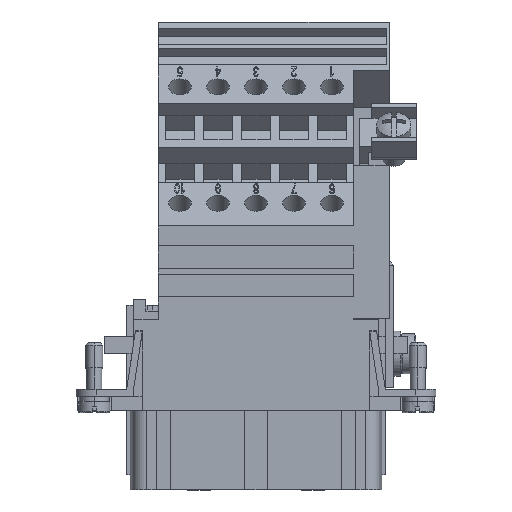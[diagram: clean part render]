
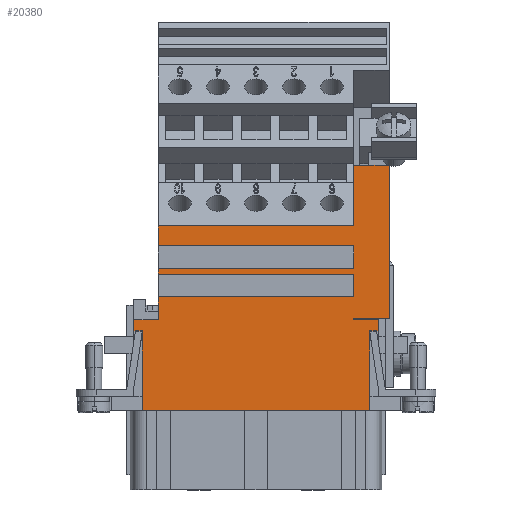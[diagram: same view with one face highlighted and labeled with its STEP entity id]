
A CAD part, top view. The second image highlights one B-rep face of the part: STEP entity #20380.
In plain terms, the highlighted planar face has unit normal (0, 0, 1).
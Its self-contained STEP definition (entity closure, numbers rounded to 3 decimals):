
#5646=CARTESIAN_POINT('',(20.05,0.0,17.));
#5647=VERTEX_POINT('',#5646);
#5654=CARTESIAN_POINT('',(-20.05,0.0,17.));
#5655=VERTEX_POINT('',#5654);
#5656=CARTESIAN_POINT('',(20.05,0.0,17.));
#5657=DIRECTION('',(-1.0,0.0,0.0));
#5658=VECTOR('',#5657,40.1);
#5659=LINE('',#5656,#5658);
#5660=EDGE_CURVE('',#5647,#5655,#5659,.T.);
#9875=CARTESIAN_POINT('',(17.2,32.5,17.));
#9876=VERTEX_POINT('',#9875);
#9901=CARTESIAN_POINT('',(-17.2,32.5,17.));
#9902=VERTEX_POINT('',#9901);
#9909=CARTESIAN_POINT('',(17.2,32.5,17.));
#9910=DIRECTION('',(-1.0,0.0,0.0));
#9911=VECTOR('',#9910,34.4);
#9912=LINE('',#9909,#9911);
#9913=EDGE_CURVE('',#9876,#9902,#9912,.T.);
#19990=CARTESIAN_POINT('',(-17.2,20.0,17.0));
#19991=VERTEX_POINT('',#19990);
#19998=CARTESIAN_POINT('',(17.2,20.0,17.0));
#19999=VERTEX_POINT('',#19998);
#20000=CARTESIAN_POINT('',(17.2,20.0,17.0));
#20001=DIRECTION('',(-1.0,0.0,0.0));
#20002=VECTOR('',#20001,34.4);
#20003=LINE('',#20000,#20002);
#20004=EDGE_CURVE('',#19999,#19991,#20003,.T.);
#20029=CARTESIAN_POINT('',(17.2,24.0,17.0));
#20030=VERTEX_POINT('',#20029);
#20031=CARTESIAN_POINT('',(17.2,24.0,17.0));
#20032=DIRECTION('',(0.0,-1.0,0.0));
#20033=VECTOR('',#20032,4.0);
#20034=LINE('',#20031,#20033);
#20035=EDGE_CURVE('',#20030,#19999,#20034,.T.);
#20060=CARTESIAN_POINT('',(-17.2,24.0,17.0));
#20061=VERTEX_POINT('',#20060);
#20062=CARTESIAN_POINT('',(-17.2,24.0,17.0));
#20063=DIRECTION('',(1.0,0.0,0.0));
#20064=VECTOR('',#20063,34.4);
#20065=LINE('',#20062,#20064);
#20066=EDGE_CURVE('',#20061,#20030,#20065,.T.);
#20109=CARTESIAN_POINT('',(-17.2,25.0,17.0));
#20110=VERTEX_POINT('',#20109);
#20117=CARTESIAN_POINT('',(17.2,25.0,17.0));
#20118=VERTEX_POINT('',#20117);
#20119=CARTESIAN_POINT('',(17.2,25.0,17.0));
#20120=DIRECTION('',(-1.0,0.0,0.0));
#20121=VECTOR('',#20120,34.4);
#20122=LINE('',#20119,#20121);
#20123=EDGE_CURVE('',#20118,#20110,#20122,.T.);
#20148=CARTESIAN_POINT('',(17.2,29.0,17.0));
#20149=VERTEX_POINT('',#20148);
#20150=CARTESIAN_POINT('',(17.2,29.0,17.0));
#20151=DIRECTION('',(0.0,-1.0,0.0));
#20152=VECTOR('',#20151,4.0);
#20153=LINE('',#20150,#20152);
#20154=EDGE_CURVE('',#20149,#20118,#20153,.T.);
#20179=CARTESIAN_POINT('',(-17.2,29.0,17.0));
#20180=VERTEX_POINT('',#20179);
#20181=CARTESIAN_POINT('',(-17.2,29.0,17.0));
#20182=DIRECTION('',(1.0,0.0,0.0));
#20183=VECTOR('',#20182,34.4);
#20184=LINE('',#20181,#20183);
#20185=EDGE_CURVE('',#20180,#20149,#20184,.T.);
#20213=CARTESIAN_POINT('',(-17.2,0.0,17.0));
#20214=DIRECTION('',(0.0,0.0,1.0));
#20215=DIRECTION('',(1.0,0.0,0.0));
#20216=AXIS2_PLACEMENT_3D('',#20213,#20214,#20215);
#20217=PLANE('',#20216);
#20218=ORIENTED_EDGE('',*,*,#20066,.T.);
#20219=ORIENTED_EDGE('',*,*,#20035,.T.);
#20220=ORIENTED_EDGE('',*,*,#20004,.T.);
#20221=CARTESIAN_POINT('',(-17.2,16.0,17.0));
#20222=VERTEX_POINT('',#20221);
#20223=CARTESIAN_POINT('',(-17.2,16.0,17.0));
#20224=DIRECTION('',(0.0,1.0,0.0));
#20225=VECTOR('',#20224,4.0);
#20226=LINE('',#20223,#20225);
#20227=EDGE_CURVE('',#20222,#19991,#20226,.T.);
#20228=ORIENTED_EDGE('',*,*,#20227,.F.);
#20229=CARTESIAN_POINT('',(-21.55,16.0,17.));
#20230=VERTEX_POINT('',#20229);
#20231=CARTESIAN_POINT('',(-17.2,16.0,17.0));
#20232=DIRECTION('',(-1.0,0.0,0.0));
#20233=VECTOR('',#20232,4.35);
#20234=LINE('',#20231,#20233);
#20235=EDGE_CURVE('',#20222,#20230,#20234,.T.);
#20236=ORIENTED_EDGE('',*,*,#20235,.T.);
#20237=CARTESIAN_POINT('',(-21.55,14.,17.0));
#20238=VERTEX_POINT('',#20237);
#20239=CARTESIAN_POINT('',(-21.55,14.,17.0));
#20240=DIRECTION('',(0.0,1.0,0.0));
#20241=VECTOR('',#20240,2.);
#20242=LINE('',#20239,#20241);
#20243=EDGE_CURVE('',#20238,#20230,#20242,.T.);
#20244=ORIENTED_EDGE('',*,*,#20243,.F.);
#20245=CARTESIAN_POINT('',(-21.236,14.,17.0));
#20246=VERTEX_POINT('',#20245);
#20247=CARTESIAN_POINT('',(-21.55,14.,17.0));
#20248=DIRECTION('',(1.0,0.0,0.0));
#20249=VECTOR('',#20248,0.314);
#20250=LINE('',#20247,#20249);
#20251=EDGE_CURVE('',#20238,#20246,#20250,.T.);
#20252=ORIENTED_EDGE('',*,*,#20251,.T.);
#20253=CARTESIAN_POINT('',(-20.05,14.,17.));
#20254=VERTEX_POINT('',#20253);
#20255=CARTESIAN_POINT('',(-21.236,14.,17.0));
#20256=DIRECTION('',(1.0,0.0,0.0));
#20257=VECTOR('',#20256,1.186);
#20258=LINE('',#20255,#20257);
#20259=EDGE_CURVE('',#20246,#20254,#20258,.T.);
#20260=ORIENTED_EDGE('',*,*,#20259,.T.);
#20261=CARTESIAN_POINT('',(-20.05,13.818,17.0));
#20262=VERTEX_POINT('',#20261);
#20263=CARTESIAN_POINT('',(-20.05,14.,17.));
#20264=DIRECTION('',(0.0,-1.0,0.0));
#20265=VECTOR('',#20264,0.182);
#20266=LINE('',#20263,#20265);
#20267=EDGE_CURVE('',#20254,#20262,#20266,.T.);
#20268=ORIENTED_EDGE('',*,*,#20267,.T.);
#20269=CARTESIAN_POINT('',(-20.05,13.818,17.0));
#20270=DIRECTION('',(0.0,-1.0,0.0));
#20271=VECTOR('',#20270,13.818);
#20272=LINE('',#20269,#20271);
#20273=EDGE_CURVE('',#20262,#5655,#20272,.T.);
#20274=ORIENTED_EDGE('',*,*,#20273,.T.);
#20275=ORIENTED_EDGE('',*,*,#5660,.F.);
#20276=CARTESIAN_POINT('',(20.05,13.818,17.0));
#20277=VERTEX_POINT('',#20276);
#20278=CARTESIAN_POINT('',(20.05,0.0,17.));
#20279=DIRECTION('',(0.0,1.0,0.0));
#20280=VECTOR('',#20279,13.818);
#20281=LINE('',#20278,#20280);
#20282=EDGE_CURVE('',#5647,#20277,#20281,.T.);
#20283=ORIENTED_EDGE('',*,*,#20282,.T.);
#20284=CARTESIAN_POINT('',(20.05,14.,17.));
#20285=VERTEX_POINT('',#20284);
#20286=CARTESIAN_POINT('',(20.05,13.818,17.0));
#20287=DIRECTION('',(0.0,1.0,0.0));
#20288=VECTOR('',#20287,0.182);
#20289=LINE('',#20286,#20288);
#20290=EDGE_CURVE('',#20277,#20285,#20289,.T.);
#20291=ORIENTED_EDGE('',*,*,#20290,.T.);
#20292=CARTESIAN_POINT('',(21.236,14.,17.0));
#20293=VERTEX_POINT('',#20292);
#20294=CARTESIAN_POINT('',(20.05,14.,17.));
#20295=DIRECTION('',(1.0,0.0,0.0));
#20296=VECTOR('',#20295,1.186);
#20297=LINE('',#20294,#20296);
#20298=EDGE_CURVE('',#20285,#20293,#20297,.T.);
#20299=ORIENTED_EDGE('',*,*,#20298,.T.);
#20300=CARTESIAN_POINT('',(21.55,14.,17.));
#20301=VERTEX_POINT('',#20300);
#20302=CARTESIAN_POINT('',(21.236,14.,17.0));
#20303=DIRECTION('',(1.0,0.0,0.0));
#20304=VECTOR('',#20303,0.314);
#20305=LINE('',#20302,#20304);
#20306=EDGE_CURVE('',#20293,#20301,#20305,.T.);
#20307=ORIENTED_EDGE('',*,*,#20306,.T.);
#20308=CARTESIAN_POINT('',(21.55,16.0,17.0));
#20309=VERTEX_POINT('',#20308);
#20310=CARTESIAN_POINT('',(21.55,14.,17.));
#20311=DIRECTION('',(0.0,1.0,0.0));
#20312=VECTOR('',#20311,2.);
#20313=LINE('',#20310,#20312);
#20314=EDGE_CURVE('',#20301,#20309,#20313,.T.);
#20315=ORIENTED_EDGE('',*,*,#20314,.T.);
#20316=CARTESIAN_POINT('',(17.2,16.0,17.0));
#20317=VERTEX_POINT('',#20316);
#20318=CARTESIAN_POINT('',(21.55,16.0,17.0));
#20319=DIRECTION('',(-1.0,0.0,0.0));
#20320=VECTOR('',#20319,4.35);
#20321=LINE('',#20318,#20320);
#20322=EDGE_CURVE('',#20309,#20317,#20321,.T.);
#20323=ORIENTED_EDGE('',*,*,#20322,.T.);
#20324=CARTESIAN_POINT('',(17.2,16.2,17.0));
#20325=VERTEX_POINT('',#20324);
#20326=CARTESIAN_POINT('',(17.2,16.2,17.0));
#20327=DIRECTION('',(0.0,-1.0,0.0));
#20328=VECTOR('',#20327,0.2);
#20329=LINE('',#20326,#20328);
#20330=EDGE_CURVE('',#20325,#20317,#20329,.T.);
#20331=ORIENTED_EDGE('',*,*,#20330,.F.);
#20332=CARTESIAN_POINT('',(23.5,16.2,17.0));
#20333=VERTEX_POINT('',#20332);
#20334=CARTESIAN_POINT('',(23.5,16.2,17.0));
#20335=DIRECTION('',(-1.0,0.0,0.0));
#20336=VECTOR('',#20335,6.3);
#20337=LINE('',#20334,#20336);
#20338=EDGE_CURVE('',#20333,#20325,#20337,.T.);
#20339=ORIENTED_EDGE('',*,*,#20338,.F.);
#20340=CARTESIAN_POINT('',(23.5,43.2,17.));
#20341=VERTEX_POINT('',#20340);
#20342=CARTESIAN_POINT('',(23.5,43.2,17.));
#20343=DIRECTION('',(0.0,-1.0,0.0));
#20344=VECTOR('',#20343,27.0);
#20345=LINE('',#20342,#20344);
#20346=EDGE_CURVE('',#20341,#20333,#20345,.T.);
#20347=ORIENTED_EDGE('',*,*,#20346,.F.);
#20348=CARTESIAN_POINT('',(17.2,43.2,17.));
#20349=VERTEX_POINT('',#20348);
#20350=CARTESIAN_POINT('',(23.5,43.2,17.));
#20351=DIRECTION('',(-1.0,0.0,0.0));
#20352=VECTOR('',#20351,6.3);
#20353=LINE('',#20350,#20352);
#20354=EDGE_CURVE('',#20341,#20349,#20353,.T.);
#20355=ORIENTED_EDGE('',*,*,#20354,.T.);
#20356=CARTESIAN_POINT('',(17.2,43.2,17.));
#20357=DIRECTION('',(0.0,-1.0,0.0));
#20358=VECTOR('',#20357,10.7);
#20359=LINE('',#20356,#20358);
#20360=EDGE_CURVE('',#20349,#9876,#20359,.T.);
#20361=ORIENTED_EDGE('',*,*,#20360,.T.);
#20362=ORIENTED_EDGE('',*,*,#9913,.T.);
#20363=CARTESIAN_POINT('',(-17.2,29.0,17.0));
#20364=DIRECTION('',(0.0,1.0,0.0));
#20365=VECTOR('',#20364,3.5);
#20366=LINE('',#20363,#20365);
#20367=EDGE_CURVE('',#20180,#9902,#20366,.T.);
#20368=ORIENTED_EDGE('',*,*,#20367,.F.);
#20369=ORIENTED_EDGE('',*,*,#20185,.T.);
#20370=ORIENTED_EDGE('',*,*,#20154,.T.);
#20371=ORIENTED_EDGE('',*,*,#20123,.T.);
#20372=CARTESIAN_POINT('',(-17.2,24.0,17.0));
#20373=DIRECTION('',(0.0,1.0,0.0));
#20374=VECTOR('',#20373,1.0);
#20375=LINE('',#20372,#20374);
#20376=EDGE_CURVE('',#20061,#20110,#20375,.T.);
#20377=ORIENTED_EDGE('',*,*,#20376,.F.);
#20378=EDGE_LOOP('',(#20218,#20219,#20220,#20228,#20236,#20244,#20252,#20260,#20268,#20274,#20275,#20283,#20291,#20299,#20307,#20315,#20323,#20331,#20339,#20347,#20355,#20361,#20362,#20368,#20369,#20370,#20371,#20377));
#20379=FACE_OUTER_BOUND('',#20378,.T.);
#20380=ADVANCED_FACE('',(#20379),#20217,.T.);
